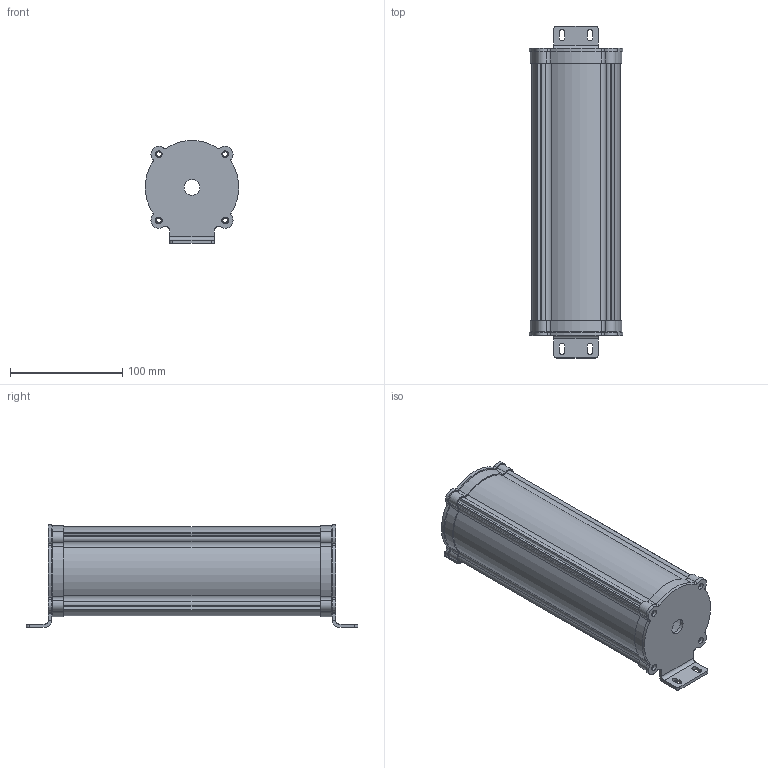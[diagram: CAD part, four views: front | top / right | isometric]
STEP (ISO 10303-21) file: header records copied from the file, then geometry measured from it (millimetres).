
FILE_DESCRIPTION(('FreeCAD Model'),'2;1');
FILE_NAME('Open CASCADE Shape Model','2021-07-01T12:52:32',( 'Anool Mahidharia'),('WyoLum'),'Open CASCADE STEP processor 7.5', 'FreeCAD','Unknown');
FILE_SCHEMA(('AUTOMOTIVE_DESIGN { 1 0 10303 214 1 1 1 1 }'));
Length unit declared in the file: millimetre
Products named in the file (6): sieve_assembly_v2; sieve_body; endcap (Mirror #4); endcap; gasket (Mirror #4); gasket
Assembly tree (5 placements, depth 2):
  sieve_assembly_v2
    sieve_body
    endcap (Mirror #4)
    endcap
    gasket (Mirror #4)
    gasket
Bounding box: 83.31 x 296 x 91.66 mm (x, y, z)
Volume: 224059.2 mm3; surface area: 194795.8 mm2
Topology: 5 solids, 5 shells, 209 faces, 577 edges, 382 vertices
Faces by surface type: cylinder 117, plane 44, bspline 32, offset 16
Full cylindrical faces by diameter (mm): 4.2 x8, 5.9 x8, 14 x2, 72.6 x2, 74.6 x2, 75 x1
Entity records: 9594 total; most frequent: CARTESIAN_POINT 4342, ORIENTED_EDGE 1154, DIRECTION 953, EDGE_CURVE 577, AXIS2_PLACEMENT_3D 401, VERTEX_POINT 382, FACE_BOUND 263, EDGE_LOOP 263
